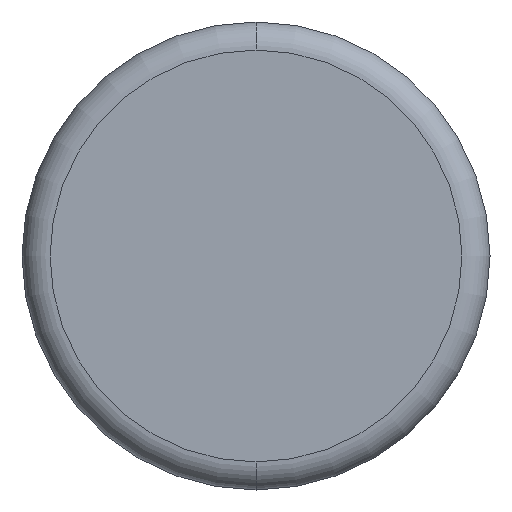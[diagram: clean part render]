
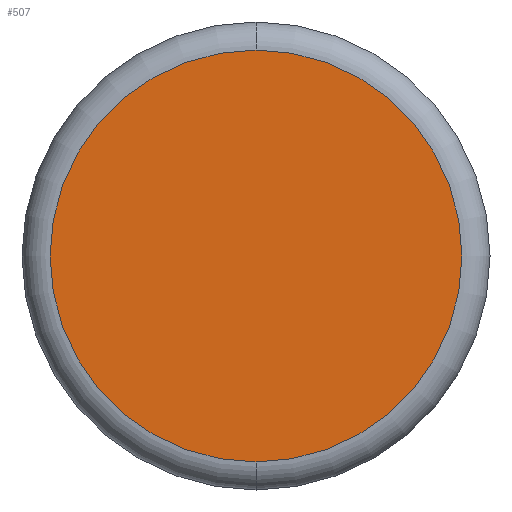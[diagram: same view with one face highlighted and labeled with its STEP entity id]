
A CAD part, front view. The second image highlights one B-rep face of the part: STEP entity #507.
In plain terms, the highlighted planar face has unit normal (0, -1, 0).
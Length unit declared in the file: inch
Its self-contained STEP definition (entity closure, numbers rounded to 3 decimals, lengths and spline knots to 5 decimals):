
#4 = EDGE_CURVE ( 'NONE', #377, #432, #68, .T. ) ;
#68 = CIRCLE ( 'NONE', #530, 0.44 ) ;
#79 = DIRECTION ( 'NONE',  ( 0., 0., -1. ) ) ;
#167 = CIRCLE ( 'NONE', #220, 0.44 ) ;
#181 = EDGE_LOOP ( 'NONE', ( #214, #206 ) ) ;
#188 = FACE_OUTER_BOUND ( 'NONE', #181, .T. ) ;
#199 = PLANE ( 'NONE',  #263 ) ;
#206 = ORIENTED_EDGE ( 'NONE', *, *, #4, .T. ) ;
#214 = ORIENTED_EDGE ( 'NONE', *, *, #383, .T. ) ;
#220 = AXIS2_PLACEMENT_3D ( 'NONE', #468, #435, #509 ) ;
#263 = AXIS2_PLACEMENT_3D ( 'NONE', #474, #480, #79 ) ;
#277 = CARTESIAN_POINT ( 'NONE',  ( 0., 0., 0.44 ) ) ;
#357 = CARTESIAN_POINT ( 'NONE',  ( 0., 0., -0.44 ) ) ;
#366 = CARTESIAN_POINT ( 'NONE',  ( 0., 0., 0. ) ) ;
#377 = VERTEX_POINT ( 'NONE', #277 ) ;
#383 = EDGE_CURVE ( 'NONE', #432, #377, #167, .T. ) ;
#432 = VERTEX_POINT ( 'NONE', #357 ) ;
#435 = DIRECTION ( 'NONE',  ( 0., -1., 0. ) ) ;
#468 = CARTESIAN_POINT ( 'NONE',  ( 0., 0., 0. ) ) ;
#474 = CARTESIAN_POINT ( 'NONE',  ( 0., 0., 0. ) ) ;
#480 = DIRECTION ( 'NONE',  ( 0., -1., 0. ) ) ;
#481 = DIRECTION ( 'NONE',  ( 0., 0., -1. ) ) ;
#487 = DIRECTION ( 'NONE',  ( 0., -1., 0. ) ) ;
#507 = ADVANCED_FACE ( 'NONE', ( #188 ), #199, .T. ) ;
#509 = DIRECTION ( 'NONE',  ( 0., 0., -1. ) ) ;
#530 = AXIS2_PLACEMENT_3D ( 'NONE', #366, #487, #481 ) ;
